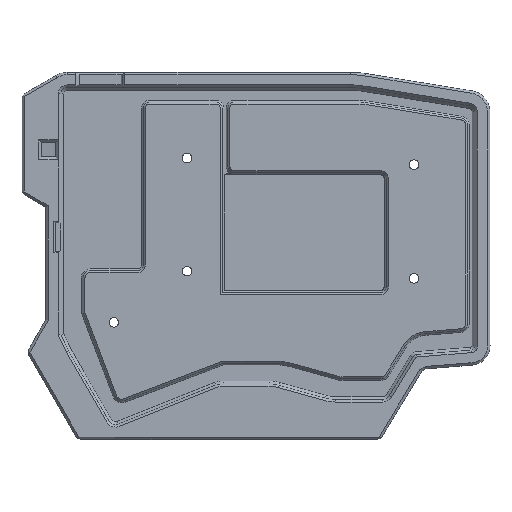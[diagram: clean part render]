
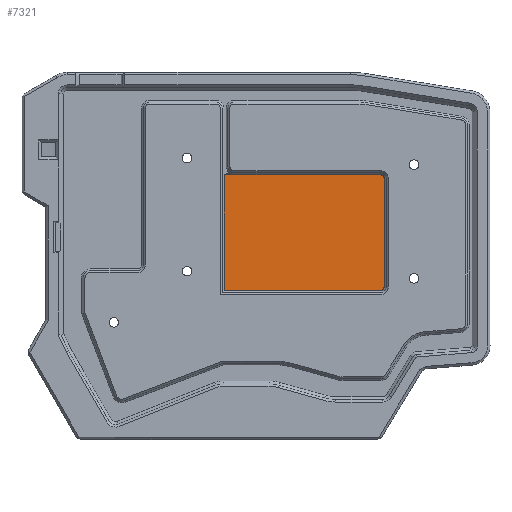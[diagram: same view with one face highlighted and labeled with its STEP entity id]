
A CAD part, top view. The second image highlights one B-rep face of the part: STEP entity #7321.
In plain terms, the highlighted planar face has unit normal (0, 0, 1).
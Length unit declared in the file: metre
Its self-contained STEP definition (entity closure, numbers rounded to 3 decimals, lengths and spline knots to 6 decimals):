
#305=CIRCLE('',#7933,0.0008);
#306=CIRCLE('',#7934,0.0008);
#307=CIRCLE('',#7935,0.0012);
#308=CIRCLE('',#7936,0.0012);
#309=CIRCLE('',#7937,0.0028);
#1566=ORIENTED_EDGE('',*,*,#3109,.T.);
#1567=ORIENTED_EDGE('',*,*,#3110,.T.);
#1568=ORIENTED_EDGE('',*,*,#3111,.T.);
#1569=ORIENTED_EDGE('',*,*,#3112,.T.);
#1570=ORIENTED_EDGE('',*,*,#3113,.T.);
#1571=ORIENTED_EDGE('',*,*,#3114,.T.);
#1572=ORIENTED_EDGE('',*,*,#3115,.T.);
#1573=ORIENTED_EDGE('',*,*,#3116,.T.);
#1574=ORIENTED_EDGE('',*,*,#3117,.T.);
#1575=ORIENTED_EDGE('',*,*,#3118,.T.);
#3109=EDGE_CURVE('',#3898,#3899,#305,.T.);
#3110=EDGE_CURVE('',#3899,#3900,#4605,.T.);
#3111=EDGE_CURVE('',#3900,#3901,#306,.T.);
#3112=EDGE_CURVE('',#3901,#3902,#4606,.T.);
#3113=EDGE_CURVE('',#3902,#3903,#307,.T.);
#3114=EDGE_CURVE('',#3903,#3904,#4607,.T.);
#3115=EDGE_CURVE('',#3904,#3905,#308,.T.);
#3116=EDGE_CURVE('',#3905,#3906,#4608,.T.);
#3117=EDGE_CURVE('',#3906,#3907,#309,.F.);
#3118=EDGE_CURVE('',#3907,#3898,#4609,.T.);
#3898=VERTEX_POINT('',#11686);
#3899=VERTEX_POINT('',#11687);
#3900=VERTEX_POINT('',#11689);
#3901=VERTEX_POINT('',#11691);
#3902=VERTEX_POINT('',#11693);
#3903=VERTEX_POINT('',#11695);
#3904=VERTEX_POINT('',#11697);
#3905=VERTEX_POINT('',#11699);
#3906=VERTEX_POINT('',#11701);
#3907=VERTEX_POINT('',#11703);
#4605=LINE('',#11688,#5460);
#4606=LINE('',#11692,#5461);
#4607=LINE('',#11696,#5462);
#4608=LINE('',#11700,#5463);
#4609=LINE('',#11704,#5464);
#5460=VECTOR('',#9505,1.);
#5461=VECTOR('',#9508,1.);
#5462=VECTOR('',#9511,1.);
#5463=VECTOR('',#9514,1.);
#5464=VECTOR('',#9517,1.);
#6055=EDGE_LOOP('',(#1566,#1567,#1568,#1569,#1570,#1571,#1572,#1573,#1574,
#1575));
#6541=FACE_BOUND('',#6055,.T.);
#6889=PLANE('',#7932);
#7321=ADVANCED_FACE('',(#6541),#6889,.T.);
#7932=AXIS2_PLACEMENT_3D('',#11684,#9501,#9502);
#7933=AXIS2_PLACEMENT_3D('',#11685,#9503,#9504);
#7934=AXIS2_PLACEMENT_3D('',#11690,#9506,#9507);
#7935=AXIS2_PLACEMENT_3D('',#11694,#9509,#9510);
#7936=AXIS2_PLACEMENT_3D('',#11698,#9512,#9513);
#7937=AXIS2_PLACEMENT_3D('',#11702,#9515,#9516);
#9501=DIRECTION('',(0.,0.,1.));
#9502=DIRECTION('',(1.,0.,0.));
#9503=DIRECTION('',(0.,0.,1.));
#9504=DIRECTION('',(1.,0.,0.));
#9505=DIRECTION('',(0.,-1.,0.));
#9506=DIRECTION('',(0.,0.,1.));
#9507=DIRECTION('',(1.,0.,0.));
#9508=DIRECTION('',(1.,0.,0.));
#9509=DIRECTION('',(0.,0.,1.));
#9510=DIRECTION('',(1.,0.,0.));
#9511=DIRECTION('',(0.,1.,0.));
#9512=DIRECTION('',(0.,0.,1.));
#9513=DIRECTION('',(1.,0.,0.));
#9514=DIRECTION('',(-1.,0.,0.));
#9515=DIRECTION('',(0.,0.,1.));
#9516=DIRECTION('',(1.,0.,0.));
#9517=DIRECTION('',(-1.,0.,0.));
#11684=CARTESIAN_POINT('',(0.,-0.001038,0.0015));
#11685=CARTESIAN_POINT('',(-0.013916,0.025538,0.0015));
#11686=CARTESIAN_POINT('',(-0.013916,0.026338,0.0015));
#11687=CARTESIAN_POINT('',(-0.014616,0.025925,0.0015));
#11688=CARTESIAN_POINT('',(-0.014616,-0.001038,0.0015));
#11689=CARTESIAN_POINT('',(-0.014616,-0.012287,0.0015));
#11690=CARTESIAN_POINT('',(-0.013916,-0.0119,0.0015));
#11691=CARTESIAN_POINT('',(-0.014304,-0.0126,0.0015));
#11692=CARTESIAN_POINT('',(0.,-0.0126,0.0015));
#11693=CARTESIAN_POINT('',(0.037795,-0.0126,0.0015));
#11694=CARTESIAN_POINT('',(0.037795,-0.0114,0.0015));
#11695=CARTESIAN_POINT('',(0.038995,-0.0114,0.0015));
#11696=CARTESIAN_POINT('',(0.038995,-0.001038,0.0015));
#11697=CARTESIAN_POINT('',(0.038995,0.025038,0.0015));
#11698=CARTESIAN_POINT('',(0.037795,0.025038,0.0015));
#11699=CARTESIAN_POINT('',(0.037795,0.026238,0.0015));
#11700=CARTESIAN_POINT('',(0.,0.026238,0.0015));
#11701=CARTESIAN_POINT('',(-0.011416,0.026238,0.0015));
#11702=CARTESIAN_POINT('',(-0.011416,0.029038,0.0015));
#11703=CARTESIAN_POINT('',(-0.012158,0.026338,0.0015));
#11704=CARTESIAN_POINT('',(-0.013916,0.026338,0.0015));
